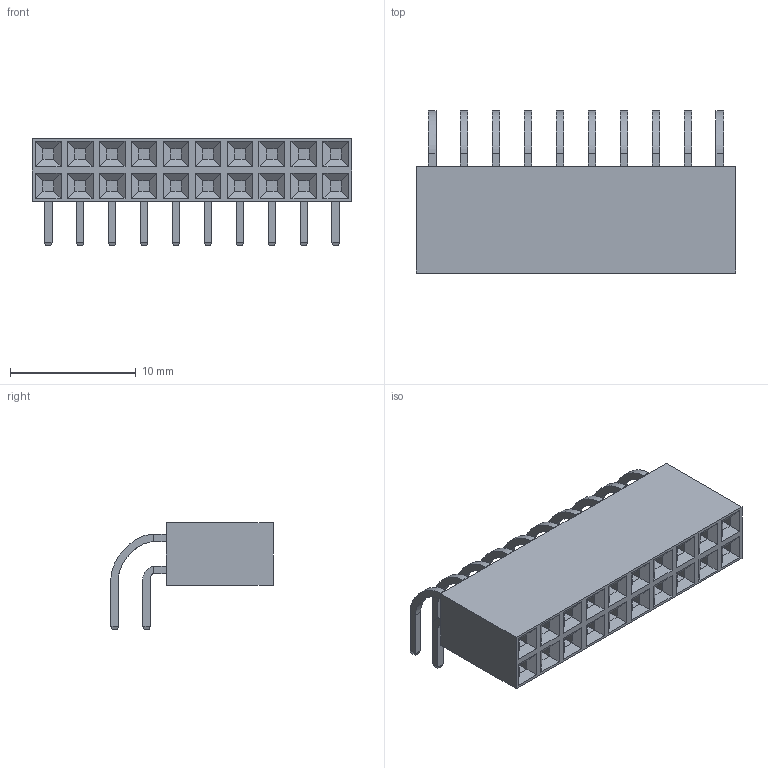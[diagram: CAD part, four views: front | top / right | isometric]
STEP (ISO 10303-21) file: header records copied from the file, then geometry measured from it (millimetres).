
FILE_DESCRIPTION (( 'STEP AP214' ), '1' );
FILE_NAME ('PBD-20R.STEP', '2023-01-26T10:04:38', ( '' ), ( '' ), 'SwSTEP 2.0', 'SolidWorks 2019', '' );
FILE_SCHEMA (( 'AUTOMOTIVE_DESIGN' ));
Length unit declared in the file: millimetre
Products named in the file (1): PBD-20R
Bounding box: 25.4 x 12.9 x 8.5 mm (x, y, z)
Volume: 1034.3 mm3; surface area: 1568.9 mm2
Topology: 41 solids, 41 shells, 546 faces, 1172 edges, 728 vertices
Faces by surface type: plane 506, bspline 40
Entity records: 19150 total; most frequent: CARTESIAN_POINT 3287, ORIENTED_EDGE 2344, DIRECTION 2106, EDGE_CURVE 1172, VECTOR 1092, LINE 1092, VERTEX_POINT 728, EDGE_LOOP 566
